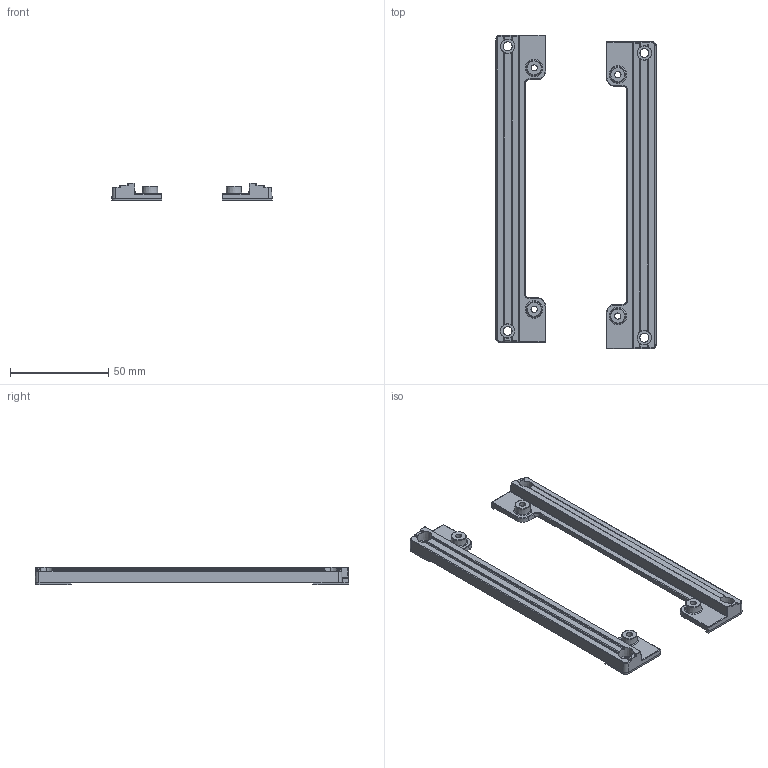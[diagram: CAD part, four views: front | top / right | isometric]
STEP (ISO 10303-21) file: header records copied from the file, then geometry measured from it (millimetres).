
FILE_DESCRIPTION (( 'STEP AP214' ), '1' );
FILE_NAME ('04000160.STEP', '2008-06-10T13:43:43', ( ' ' ), ( '' ), 'SwSTEP 2.0', 'SolidWorks 2008', '' );
FILE_SCHEMA (( 'AUTOMOTIVE_DESIGN' ));
Length unit declared in the file: millimetre
Products named in the file (3): 04000160; 12789_Standard
Assembly tree (3 placements, depth 3):
  04000160
    12789_Standard  x2
      12789_Standard
Bounding box: 81.65 x 159.9 x 9 mm (x, y, z)
Volume: 24622.3 mm3; surface area: 19126.9 mm2
Topology: 2 solids, 2 shells, 458 faces, 1120 edges, 636 vertices
Faces by surface type: cylinder 160, plane 130, bspline 96, cone 36, torus 24, sphere 12
Entity records: 7279 total; most frequent: CARTESIAN_POINT 2458, ORIENTED_EDGE 1080, DIRECTION 924, EDGE_CURVE 540, AXIS2_PLACEMENT_3D 340, VERTEX_POINT 318, VECTOR 244, LINE 244
